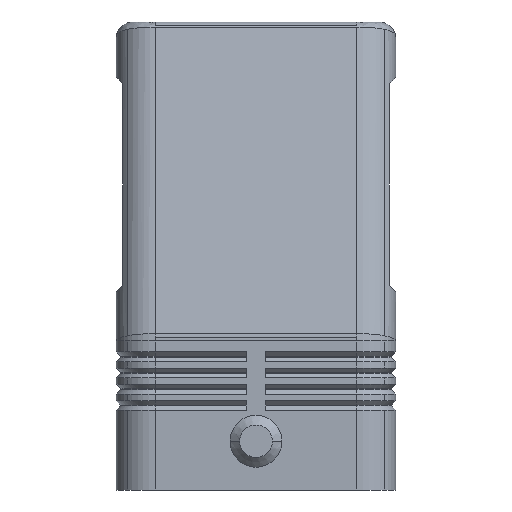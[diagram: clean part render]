
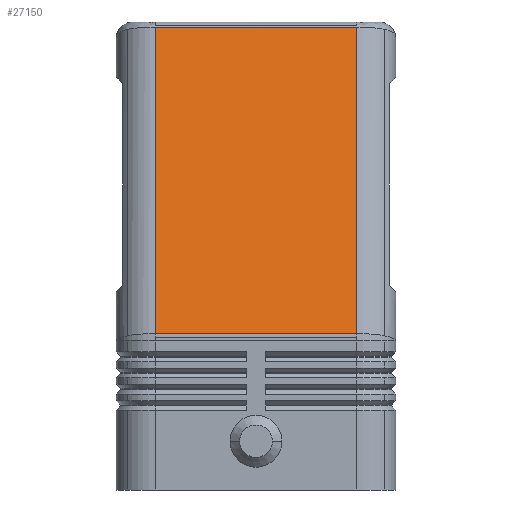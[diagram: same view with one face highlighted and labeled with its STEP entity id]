
A CAD part, left-side view. The second image highlights one B-rep face of the part: STEP entity #27150.
In plain terms, the highlighted planar face has unit normal (-0.982, 0, 0.19).
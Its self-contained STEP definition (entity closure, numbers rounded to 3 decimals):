
#3240=CARTESIAN_POINT('',(-20.767,15.5,69.203));
#3250=VERTEX_POINT('',#3240);
#3480=CARTESIAN_POINT('',(-20.767,-15.5,69.203));
#3490=VERTEX_POINT('',#3480);
#3520=CARTESIAN_POINT('',(-20.767,0.,69.204));
#3530=DIRECTION('',(0.,1.,0.));
#3540=VECTOR('',#3530,1.);
#3550=LINE('',#3520,#3540);
#3560=EDGE_CURVE('',#3490,#3250,#3550,.T.);
#26850=CARTESIAN_POINT('',(-21.,0.,68.));
#26860=DIRECTION('',(-0.982,0.,0.19));
#26870=DIRECTION('',(0.19,0.,0.982));
#26880=AXIS2_PLACEMENT_3D('',#26850,#26860,#26870);
#26890=PLANE('',#26880);
#26900=CARTESIAN_POINT('',(-29.891,-15.5,22.065));
#26910=DIRECTION('',(0.,1.,0.));
#26920=VECTOR('',#26910,31.);
#26930=LINE('',#26900,#26920);
#26940=CARTESIAN_POINT('',(-29.891,-15.5,22.065));
#26950=VERTEX_POINT('',#26940);
#26960=CARTESIAN_POINT('',(-29.891,15.5,22.065));
#26970=VERTEX_POINT('',#26960);
#26980=EDGE_CURVE('',#26950,#26970,#26930,.T.);
#26990=ORIENTED_EDGE('',*,*,#26980,.F.);
#27000=CARTESIAN_POINT('',(-24.119,15.5,51.885));
#27010=DIRECTION('',(-0.19,0.,-0.982));
#27020=VECTOR('',#27010,1.);
#27030=LINE('',#27000,#27020);
#27040=EDGE_CURVE('',#3250,#26970,#27030,.T.);
#27050=ORIENTED_EDGE('',*,*,#27040,.T.);
#27060=ORIENTED_EDGE('',*,*,#3560,.T.);
#27070=CARTESIAN_POINT('',(-21.392,-15.5,65.975));
#27080=DIRECTION('',(-0.19,0.,-0.982));
#27090=VECTOR('',#27080,44.725);
#27100=LINE('',#27070,#27090);
#27110=EDGE_CURVE('',#3490,#26950,#27100,.T.);
#27120=ORIENTED_EDGE('',*,*,#27110,.F.);
#27130=EDGE_LOOP('',(#27120,#27060,#27050,#26990));
#27140=FACE_OUTER_BOUND('',#27130,.T.);
#27150=ADVANCED_FACE('',(#27140),#26890,.T.);
